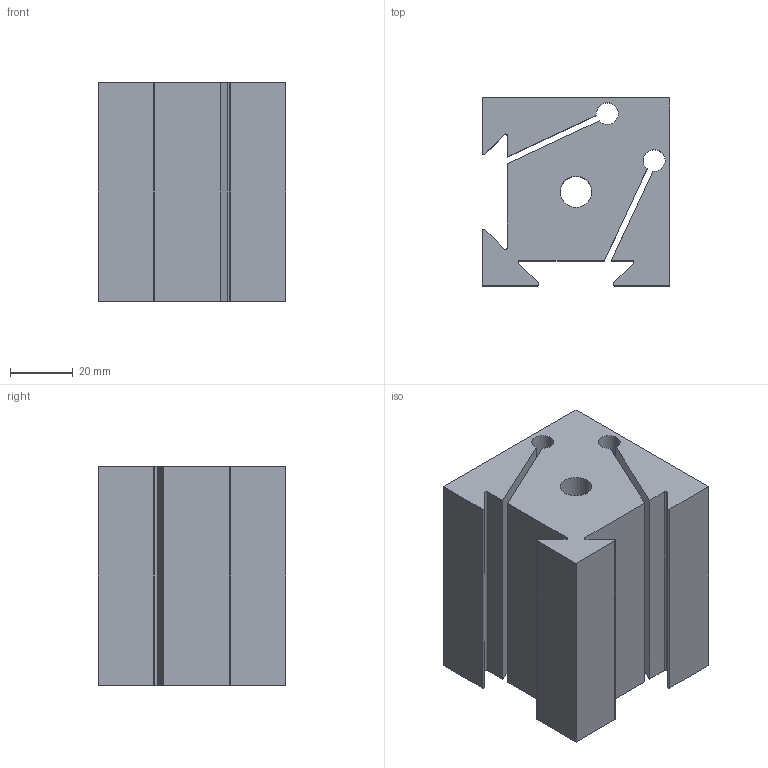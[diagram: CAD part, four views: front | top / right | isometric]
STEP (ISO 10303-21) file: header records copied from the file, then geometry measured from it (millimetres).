
FILE_DESCRIPTION(('FreeCAD Model'),'2;1');
FILE_NAME('Open CASCADE Shape Model','2025-07-22T15:53:33',(''),(''), 'Open CASCADE STEP processor 7.6','FreeCAD','Unknown');
FILE_SCHEMA(('AUTOMOTIVE_DESIGN { 1 0 10303 214 1 1 1 1 }'));
Length unit declared in the file: millimetre
Products named in the file (1): Body
Bounding box: 60 x 60 x 70 mm (x, y, z)
Volume: 194821.7 mm3; surface area: 42950.1 mm2
Topology: 1 solids, 1 shells, 55 faces, 147 edges, 98 vertices
Faces by surface type: plane 28, cylinder 27
Full cylindrical faces by diameter (mm): 5 x4, 6 x4, 10.04 x1
Entity records: 1785 total; most frequent: DIRECTION 321, CARTESIAN_POINT 301, ORIENTED_EDGE 294, EDGE_CURVE 147, AXIS2_PLACEMENT_3D 118, VERTEX_POINT 98, LINE 85, VECTOR 85
